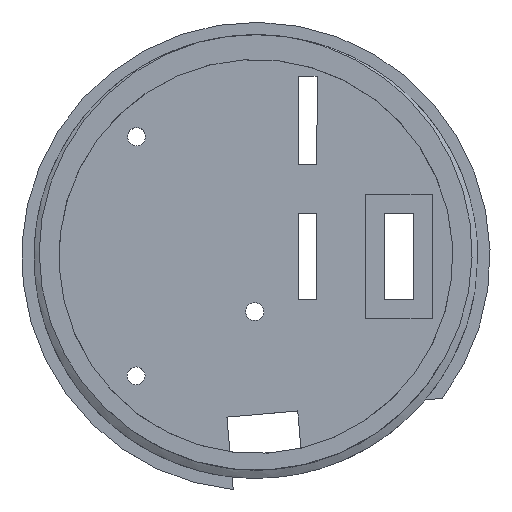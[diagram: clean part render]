
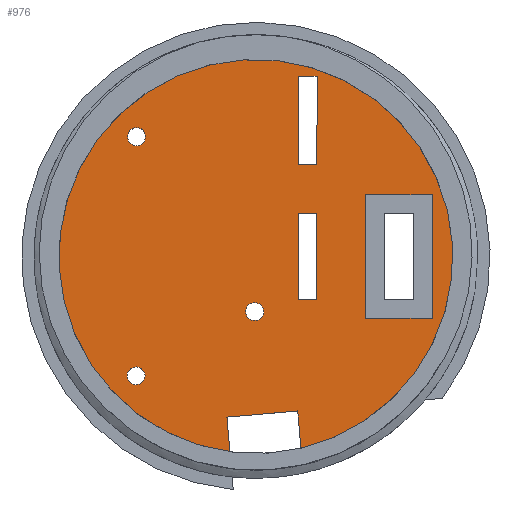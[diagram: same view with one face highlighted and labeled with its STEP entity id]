
A CAD part, top view. The second image highlights one B-rep face of the part: STEP entity #976.
In plain terms, the highlighted planar face has unit normal (0, 0, 1).
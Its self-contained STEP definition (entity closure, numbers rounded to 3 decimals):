
#27=FACE_BOUND('',#179,.T.);
#28=FACE_BOUND('',#180,.T.);
#29=FACE_BOUND('',#181,.T.);
#30=FACE_BOUND('',#182,.T.);
#31=FACE_BOUND('',#183,.T.);
#32=FACE_BOUND('',#184,.T.);
#62=PLANE('',#1061);
#117=FACE_OUTER_BOUND('',#178,.T.);
#178=EDGE_LOOP('',(#875,#876,#877,#878,#879));
#179=EDGE_LOOP('',(#880,#881,#882,#883));
#180=EDGE_LOOP('',(#884));
#181=EDGE_LOOP('',(#885,#886,#887,#888));
#182=EDGE_LOOP('',(#889,#890,#891,#892));
#183=EDGE_LOOP('',(#893));
#184=EDGE_LOOP('',(#894));
#201=CIRCLE('',#1036,0.965);
#203=CIRCLE('',#1040,0.965);
#205=CIRCLE('',#1044,0.965);
#208=CIRCLE('',#1054,21.165);
#210=CIRCLE('',#1056,21.165);
#243=LINE('',#2785,#337);
#245=LINE('',#2793,#339);
#249=LINE('',#2801,#343);
#252=LINE('',#2807,#346);
#255=LINE('',#2812,#349);
#287=LINE('',#2885,#381);
#290=LINE('',#2890,#384);
#300=LINE('',#2911,#394);
#303=LINE('',#2916,#397);
#316=LINE('',#2967,#410);
#320=LINE('',#2979,#414);
#321=LINE('',#2984,#415);
#322=LINE('',#2985,#416);
#323=LINE('',#2987,#417);
#324=LINE('',#2988,#418);
#337=VECTOR('',#1099,10.);
#339=VECTOR('',#1107,10.);
#343=VECTOR('',#1113,10.);
#346=VECTOR('',#1118,10.);
#349=VECTOR('',#1123,10.);
#381=VECTOR('',#1181,10.);
#384=VECTOR('',#1186,10.);
#394=VECTOR('',#1206,10.);
#397=VECTOR('',#1211,10.);
#410=VECTOR('',#1264,10.);
#414=VECTOR('',#1280,10.);
#415=VECTOR('',#1287,10.);
#416=VECTOR('',#1288,10.);
#417=VECTOR('',#1289,10.);
#418=VECTOR('',#1290,10.);
#447=VERTEX_POINT('',#2782);
#448=VERTEX_POINT('',#2784);
#450=VERTEX_POINT('',#2791);
#451=VERTEX_POINT('',#2792);
#454=VERTEX_POINT('',#2800);
#456=VERTEX_POINT('',#2806);
#484=VERTEX_POINT('',#2882);
#485=VERTEX_POINT('',#2884);
#486=VERTEX_POINT('',#2888);
#491=VERTEX_POINT('',#2908);
#492=VERTEX_POINT('',#2910);
#493=VERTEX_POINT('',#2914);
#495=VERTEX_POINT('',#2922);
#497=VERTEX_POINT('',#2930);
#499=VERTEX_POINT('',#2938);
#503=VERTEX_POINT('',#2965);
#504=VERTEX_POINT('',#2970);
#505=VERTEX_POINT('',#2972);
#506=VERTEX_POINT('',#2983);
#507=VERTEX_POINT('',#2986);
#542=EDGE_CURVE('',#447,#448,#243,.T.);
#545=EDGE_CURVE('',#450,#451,#245,.T.);
#549=EDGE_CURVE('',#454,#450,#249,.T.);
#552=EDGE_CURVE('',#451,#456,#252,.T.);
#555=EDGE_CURVE('',#456,#454,#255,.T.);
#591=EDGE_CURVE('',#484,#485,#287,.T.);
#594=EDGE_CURVE('',#486,#484,#290,.T.);
#604=EDGE_CURVE('',#491,#492,#300,.T.);
#607=EDGE_CURVE('',#493,#491,#303,.T.);
#611=EDGE_CURVE('',#495,#495,#201,.T.);
#615=EDGE_CURVE('',#497,#497,#203,.T.);
#619=EDGE_CURVE('',#499,#499,#205,.T.);
#630=EDGE_CURVE('',#503,#447,#316,.T.);
#633=EDGE_CURVE('',#505,#504,#208,.F.);
#635=EDGE_CURVE('',#504,#448,#210,.F.);
#637=EDGE_CURVE('',#503,#505,#320,.T.);
#638=EDGE_CURVE('',#506,#486,#321,.T.);
#639=EDGE_CURVE('',#485,#506,#322,.T.);
#640=EDGE_CURVE('',#507,#493,#323,.T.);
#641=EDGE_CURVE('',#492,#507,#324,.T.);
#875=ORIENTED_EDGE('',*,*,#637,.T.);
#876=ORIENTED_EDGE('',*,*,#633,.T.);
#877=ORIENTED_EDGE('',*,*,#635,.T.);
#878=ORIENTED_EDGE('',*,*,#542,.F.);
#879=ORIENTED_EDGE('',*,*,#630,.F.);
#880=ORIENTED_EDGE('',*,*,#549,.T.);
#881=ORIENTED_EDGE('',*,*,#545,.T.);
#882=ORIENTED_EDGE('',*,*,#552,.T.);
#883=ORIENTED_EDGE('',*,*,#555,.T.);
#884=ORIENTED_EDGE('',*,*,#619,.F.);
#885=ORIENTED_EDGE('',*,*,#594,.F.);
#886=ORIENTED_EDGE('',*,*,#638,.F.);
#887=ORIENTED_EDGE('',*,*,#639,.F.);
#888=ORIENTED_EDGE('',*,*,#591,.F.);
#889=ORIENTED_EDGE('',*,*,#607,.F.);
#890=ORIENTED_EDGE('',*,*,#640,.F.);
#891=ORIENTED_EDGE('',*,*,#641,.F.);
#892=ORIENTED_EDGE('',*,*,#604,.F.);
#893=ORIENTED_EDGE('',*,*,#611,.F.);
#894=ORIENTED_EDGE('',*,*,#615,.F.);
#976=ADVANCED_FACE('',(#117,#27,#28,#29,#30,#31,#32),#62,.F.);
#1036=AXIS2_PLACEMENT_3D('',#2924,#1220,#1221);
#1040=AXIS2_PLACEMENT_3D('',#2932,#1230,#1231);
#1044=AXIS2_PLACEMENT_3D('',#2940,#1240,#1241);
#1054=AXIS2_PLACEMENT_3D('',#2973,#1269,#1270);
#1056=AXIS2_PLACEMENT_3D('',#2975,#1273,#1274);
#1061=AXIS2_PLACEMENT_3D('',#2982,#1285,#1286);
#1099=DIRECTION('',(0.087,-0.996,0.));
#1107=DIRECTION('',(1.,0.,0.));
#1113=DIRECTION('',(0.,1.,0.));
#1118=DIRECTION('',(0.,-1.,0.));
#1123=DIRECTION('',(-1.,0.,0.));
#1181=DIRECTION('',(1.,-0.002,0.));
#1186=DIRECTION('',(-0.002,-1.,0.));
#1206=DIRECTION('',(0.002,1.,0.));
#1211=DIRECTION('',(1.,-0.002,0.));
#1220=DIRECTION('center_axis',(0.,0.,1.));
#1221=DIRECTION('ref_axis',(1.,0.,0.));
#1230=DIRECTION('center_axis',(0.,0.,1.));
#1231=DIRECTION('ref_axis',(1.,0.,0.));
#1240=DIRECTION('center_axis',(0.,0.,1.));
#1241=DIRECTION('ref_axis',(1.,0.,0.));
#1264=DIRECTION('',(-0.996,-0.087,0.));
#1269=DIRECTION('center_axis',(0.,0.,-1.));
#1270=DIRECTION('ref_axis',(-0.113,-0.994,0.));
#1273=DIRECTION('center_axis',(0.,0.,-1.));
#1274=DIRECTION('ref_axis',(-0.113,-0.994,0.));
#1280=DIRECTION('',(0.087,-0.996,0.));
#1285=DIRECTION('center_axis',(0.,0.,-1.));
#1286=DIRECTION('ref_axis',(-1.,0.,0.));
#1287=DIRECTION('',(-1.,0.002,0.));
#1288=DIRECTION('',(0.002,1.,0.));
#1289=DIRECTION('',(-0.002,-1.,0.));
#1290=DIRECTION('',(-1.,0.002,0.));
#2782=CARTESIAN_POINT('',(61.243,-9.639,5.435));
#2784=CARTESIAN_POINT('',(61.569,-13.364,5.435));
#2785=CARTESIAN_POINT('',(60.754,-4.047,5.435));
#2791=CARTESIAN_POINT('',(76.14,14.237,5.435));
#2792=CARTESIAN_POINT('',(83.3,14.237,5.435));
#2793=CARTESIAN_POINT('',(73.828,14.237,5.435));
#2800=CARTESIAN_POINT('',(76.14,0.997,5.435));
#2801=CARTESIAN_POINT('',(76.14,10.973,5.435));
#2806=CARTESIAN_POINT('',(83.3,0.997,5.435));
#2807=CARTESIAN_POINT('',(83.3,4.353,5.435));
#2812=CARTESIAN_POINT('',(70.248,0.997,5.435));
#2882=CARTESIAN_POINT('',(68.889,3.013,5.435));
#2884=CARTESIAN_POINT('',(70.889,3.01,5.435));
#2885=CARTESIAN_POINT('',(67.618,3.015,5.435));
#2888=CARTESIAN_POINT('',(68.905,12.253,5.435));
#2890=CARTESIAN_POINT('',(68.893,5.357,5.435));
#2908=CARTESIAN_POINT('',(70.915,17.504,5.435));
#2910=CARTESIAN_POINT('',(70.931,27.004,5.435));
#2911=CARTESIAN_POINT('',(70.914,17.351,5.435));
#2914=CARTESIAN_POINT('',(68.915,17.508,5.435));
#2916=CARTESIAN_POINT('',(67.643,17.51,5.435));
#2922=CARTESIAN_POINT('',(50.568,20.484,5.435));
#2924=CARTESIAN_POINT('Origin',(51.533,20.484,5.435));
#2930=CARTESIAN_POINT('',(50.523,-5.205,5.435));
#2932=CARTESIAN_POINT('Origin',(51.488,-5.205,5.435));
#2938=CARTESIAN_POINT('',(63.257,1.702,5.435));
#2940=CARTESIAN_POINT('Origin',(64.222,1.702,5.435));
#2965=CARTESIAN_POINT('',(68.847,-8.974,5.435));
#2967=CARTESIAN_POINT('',(63.54,-9.438,5.435));
#2970=CARTESIAN_POINT('',(66.738,28.647,5.435));
#2972=CARTESIAN_POINT('',(69.198,-12.986,5.435));
#2973=CARTESIAN_POINT('Origin',(64.355,7.617,5.435));
#2975=CARTESIAN_POINT('Origin',(64.355,7.617,5.435));
#2979=CARTESIAN_POINT('',(68.106,-0.501,5.435));
#2982=CARTESIAN_POINT('Origin',(64.355,7.709,5.435));
#2983=CARTESIAN_POINT('',(70.905,12.25,5.435));
#2984=CARTESIAN_POINT('',(66.634,12.257,5.435));
#2985=CARTESIAN_POINT('',(70.901,9.974,5.435));
#2986=CARTESIAN_POINT('',(68.931,27.008,5.435));
#2987=CARTESIAN_POINT('',(68.906,12.604,5.435));
#2988=CARTESIAN_POINT('',(66.66,27.012,5.435));
